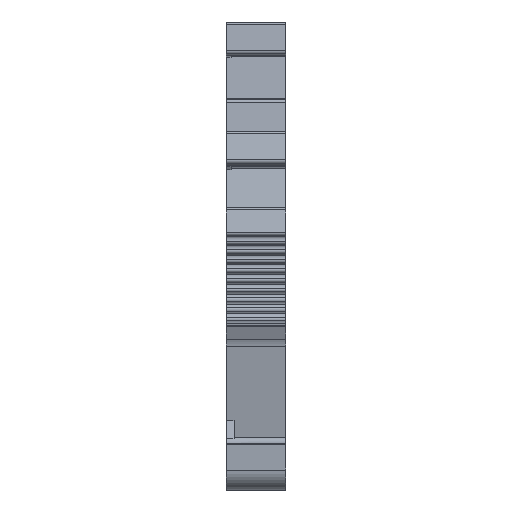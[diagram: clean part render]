
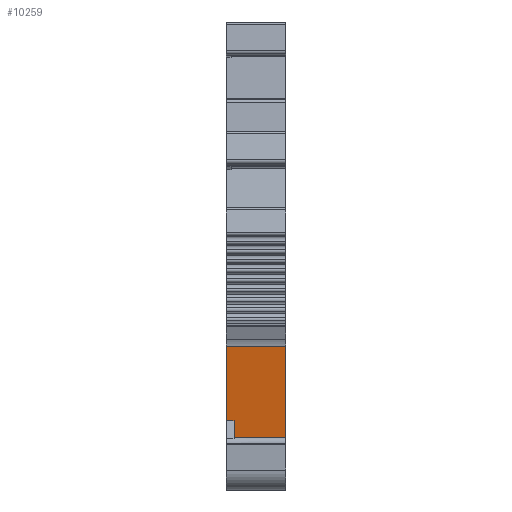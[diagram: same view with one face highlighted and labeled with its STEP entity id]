
A CAD part, left-side view. The second image highlights one B-rep face of the part: STEP entity #10259.
In plain terms, the highlighted planar face has unit normal (-0.986, 0, -0.168).
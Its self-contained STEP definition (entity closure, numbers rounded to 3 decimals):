
#300=PLANE('',#10829);
#1193=LINE('',#15538,#1891);
#1194=LINE('',#15544,#1892);
#1195=LINE('',#15546,#1893);
#1196=LINE('',#15548,#1894);
#1197=LINE('',#15550,#1895);
#1198=LINE('',#15552,#1896);
#1891=VECTOR('',#12363,1000.);
#1892=VECTOR('',#12370,1000.);
#1893=VECTOR('',#12371,1000.);
#1894=VECTOR('',#12372,1000.);
#1895=VECTOR('',#12373,1000.);
#1896=VECTOR('',#12374,1000.);
#3154=ORIENTED_EDGE('',*,*,#5170,.T.);
#3155=ORIENTED_EDGE('',*,*,#5171,.F.);
#3156=ORIENTED_EDGE('',*,*,#5172,.T.);
#3157=ORIENTED_EDGE('',*,*,#5173,.F.);
#3158=ORIENTED_EDGE('',*,*,#5174,.T.);
#3159=ORIENTED_EDGE('',*,*,#5167,.T.);
#5167=EDGE_CURVE('',#6148,#6149,#1193,.T.);
#5170=EDGE_CURVE('',#6149,#6150,#1194,.T.);
#5171=EDGE_CURVE('',#6151,#6150,#1195,.T.);
#5172=EDGE_CURVE('',#6151,#6152,#1196,.T.);
#5173=EDGE_CURVE('',#6153,#6152,#1197,.T.);
#5174=EDGE_CURVE('',#6153,#6148,#1198,.T.);
#6148=VERTEX_POINT('',#15539);
#6149=VERTEX_POINT('',#15540);
#6150=VERTEX_POINT('',#15545);
#6151=VERTEX_POINT('',#15547);
#6152=VERTEX_POINT('',#15549);
#6153=VERTEX_POINT('',#15551);
#6700=EDGE_LOOP('',(#3154,#3155,#3156,#3157,#3158,#3159));
#7101=FACE_BOUND('',#6700,.T.);
#10259=ADVANCED_FACE('',(#7101),#300,.F.);
#10829=AXIS2_PLACEMENT_3D('',#15543,#12368,#12369);
#12363=DIRECTION('',(0.,-1.,0.));
#12368=DIRECTION('',(0.986,0.,0.168));
#12369=DIRECTION('',(0.168,0.,-0.986));
#12370=DIRECTION('',(-0.168,0.,0.986));
#12371=DIRECTION('',(0.,-1.,0.));
#12372=DIRECTION('',(0.168,0.,-0.986));
#12373=DIRECTION('',(0.,1.,0.));
#12374=DIRECTION('',(0.168,0.,-0.986));
#15538=CARTESIAN_POINT('',(-37.144,96.945,-26.144));
#15539=CARTESIAN_POINT('',(-37.144,2.2,-26.144));
#15540=CARTESIAN_POINT('',(-37.144,-3.,-26.144));
#15543=CARTESIAN_POINT('',(-39.135,96.945,-14.457));
#15544=CARTESIAN_POINT('',(-39.135,-3.,-14.457));
#15545=CARTESIAN_POINT('',(-39.135,-3.,-14.457));
#15546=CARTESIAN_POINT('',(-39.135,96.945,-14.457));
#15547=CARTESIAN_POINT('',(-39.135,3.,-14.457));
#15548=CARTESIAN_POINT('',(-40.396,3.,-7.053));
#15549=CARTESIAN_POINT('',(-37.86,3.,-21.943));
#15550=CARTESIAN_POINT('',(-37.86,2.2,-21.943));
#15551=CARTESIAN_POINT('',(-37.86,2.2,-21.943));
#15552=CARTESIAN_POINT('',(-37.144,2.2,-26.144));
